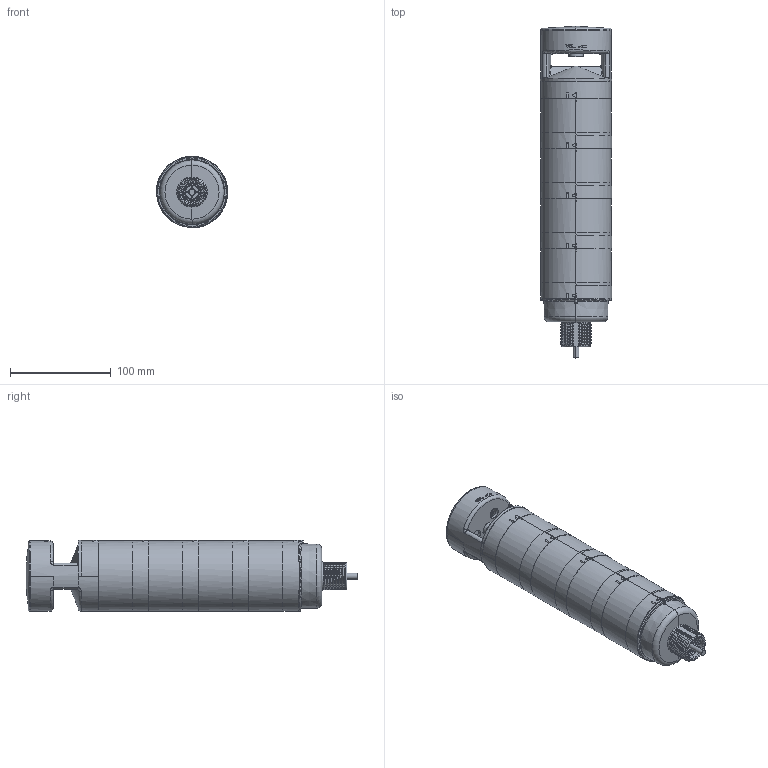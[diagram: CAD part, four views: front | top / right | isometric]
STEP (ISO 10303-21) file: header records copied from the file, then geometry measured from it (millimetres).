
FILE_DESCRIPTION((''),'2;1');
FILE_NAME('191344_ASM','2016-02-24T',('pdmadmin'),(''),'PRO/ENGINEER BY PARAMETRIC TECHNOLOGY CORPORATION, 2013230','PRO/ENGINEER BY PARAMETRIC TECHNOLOGY CORPORATION, 2013230','');
FILE_SCHEMA(('CONFIG_CONTROL_DESIGN'));
Length unit declared in the file: millimetre
Products named in the file (8): 180077; 183492; 183493; 180306; 180308; 62676; CABLE_592; 191344_ASM
Assembly tree (13 placements, depth 2):
  191344_ASM
    180077
    183492  x4
    183493  x4
    180306
    180308
    62676
    CABLE_592
Bounding box: 71 x 329.31 x 71.25 mm (x, y, z)
Volume: 298690.6 mm3; surface area: 214634.6 mm2
Topology: 13 solids, 18 shells, 3328 faces, 7999 edges, 4739 vertices
Faces by surface type: bspline 1051, cylinder 864, plane 578, torus 358, cone 281, sphere 174, extrusion 22
Entity records: 89246 total; most frequent: CARTESIAN_POINT 56314, ORIENTED_EDGE 7510, DIRECTION 5934, EDGE_CURVE 3759, AXIS2_PLACEMENT_3D 2466, VERTEX_POINT 2264, EDGE_LOOP 1645, FACE_OUTER_BOUND 1555
